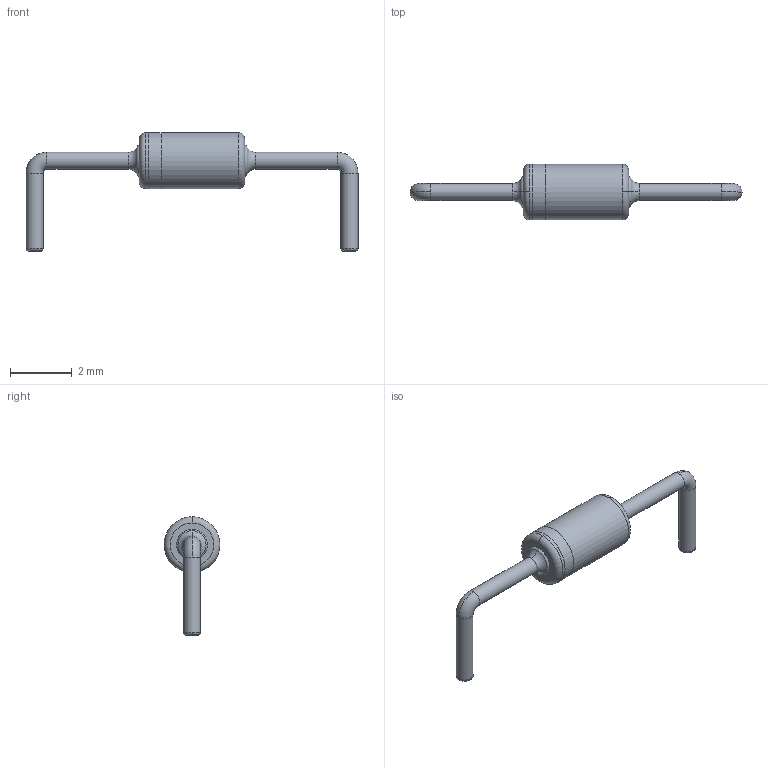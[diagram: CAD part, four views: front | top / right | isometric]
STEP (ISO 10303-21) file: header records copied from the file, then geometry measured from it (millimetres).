
FILE_DESCRIPTION(('FreeCAD Model'),'2;1');
FILE_NAME('Open CASCADE Shape Model','2023-08-24T12:46:24',(''),(''), 'Open CASCADE STEP processor 7.6','FreeCAD','Unknown');
FILE_SCHEMA(('AUTOMOTIVE_DESIGN { 1 0 10303 214 1 1 1 1 }'));
Length unit declared in the file: millimetre
Products named in the file (3): Unnamed; C0D3848F-80CE-47E9-A3D0-817BA8DE708B001; Cylinder
Assembly tree (2 placements, depth 2):
  Unnamed
    C0D3848F-80CE-47E9-A3D0-817BA8DE708B001
    Cylinder
Bounding box: 10.71 x 1.8 x 3.82 mm (x, y, z)
Volume: 15 mm3; surface area: 57.6 mm2
Topology: 2 solids, 2 shells, 36 faces, 74 edges, 46 vertices
Faces by surface type: torus 20, plane 8, cylinder 8
Full cylindrical faces by diameter (mm): 0.55 x4, 1.2 x1, 1.8 x2, 1.802 x1
Entity records: 1125 total; most frequent: DIRECTION 211, CARTESIAN_POINT 166, ORIENTED_EDGE 148, AXIS2_PLACEMENT_3D 105, EDGE_CURVE 74, CIRCLE 66, VERTEX_POINT 46, FACE_BOUND 40
